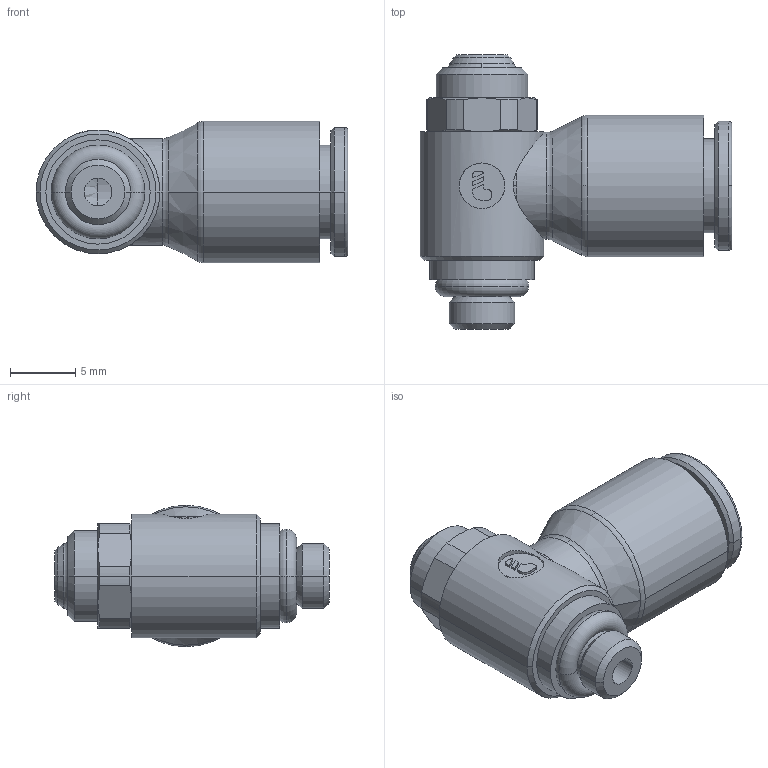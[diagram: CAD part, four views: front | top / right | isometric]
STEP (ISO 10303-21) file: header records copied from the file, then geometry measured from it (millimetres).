
FILE_DESCRIPTION(('STEP AP214'),'1');
FILE_NAME('7010_06_19.stp','2016-07-07T14:53:41',('TraceParts'),('TraceParts S.A.'),'Spatial InterOp 3D',' ',' ');
FILE_SCHEMA(('automotive_design'));
Length unit declared in the file: millimetre
Products named in the file (1): 1
Bounding box: 23.93 x 21.06 x 10.85 mm (x, y, z)
Volume: 1700.9 mm3; surface area: 1713.6 mm2
Topology: 1 solids, 2 shells, 126 faces, 310 edges, 190 vertices
Faces by surface type: cylinder 40, plane 34, cone 32, torus 14, sphere 6
Entity records: 3957 total; most frequent: CARTESIAN_POINT 963, DIRECTION 676, ORIENTED_EDGE 604, EDGE_CURVE 302, AXIS2_PLACEMENT_3D 285, VERTEX_POINT 190, CIRCLE 158, EDGE_LOOP 140
